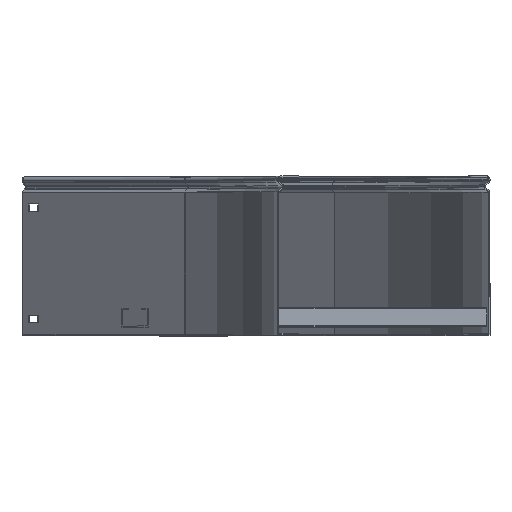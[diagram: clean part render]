
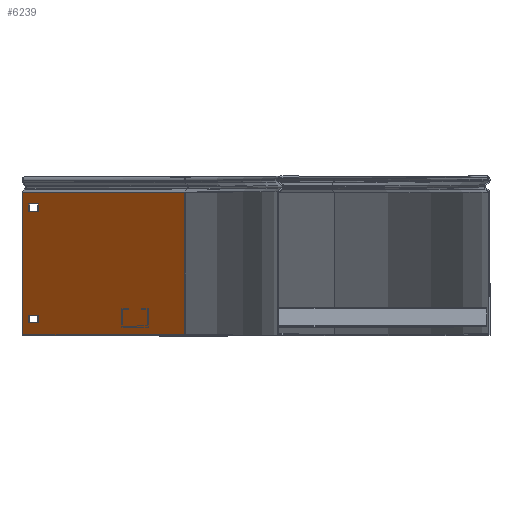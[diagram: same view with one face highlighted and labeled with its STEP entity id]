
A CAD part, top view. The second image highlights one B-rep face of the part: STEP entity #6239.
In plain terms, the highlighted planar face has unit normal (-0.707, 0, 0.707).
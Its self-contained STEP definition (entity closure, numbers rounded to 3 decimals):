
#49 = DIRECTION ( 'NONE',  ( 0., -1., 0. ) ) ;
#119 = ORIENTED_EDGE ( 'NONE', *, *, #896, .F. ) ;
#156 = DIRECTION ( 'NONE',  ( 0., -1., 0. ) ) ;
#226 = VECTOR ( 'NONE', #49, 1000. ) ;
#259 = CARTESIAN_POINT ( 'NONE',  ( 73.539, 19.5, -350.725 ) ) ;
#264 = EDGE_CURVE ( 'NONE', #1667, #663, #5555, .T. ) ;
#450 = VERTEX_POINT ( 'NONE', #1916 ) ;
#457 = ORIENTED_EDGE ( 'NONE', *, *, #825, .F. ) ;
#522 = CARTESIAN_POINT ( 'NONE',  ( 73.539, 117.5, -350.725 ) ) ;
#600 = LINE ( 'NONE', #1649, #226 ) ;
#663 = VERTEX_POINT ( 'NONE', #522 ) ;
#825 = EDGE_CURVE ( 'NONE', #450, #2931, #6002, .T. ) ;
#896 = EDGE_CURVE ( 'NONE', #1230, #1667, #2175, .T. ) ;
#910 = CARTESIAN_POINT ( 'NONE',  ( 58.69, 2.2, -365.574 ) ) ;
#948 = VECTOR ( 'NONE', #2716, 1000. ) ;
#1068 = CARTESIAN_POINT ( 'NONE',  ( 212.132, 135.525, -212.132 ) ) ;
#1226 = EDGE_CURVE ( 'NONE', #2353, #4457, #6723, .T. ) ;
#1230 = VERTEX_POINT ( 'NONE', #7428 ) ;
#1325 = LINE ( 'NONE', #5381, #3486 ) ;
#1601 = LINE ( 'NONE', #3442, #3306 ) ;
#1642 = CARTESIAN_POINT ( 'NONE',  ( 212.132, 2.2, -212.132 ) ) ;
#1649 = CARTESIAN_POINT ( 'NONE',  ( 58.69, 2.2, -365.574 ) ) ;
#1667 = VERTEX_POINT ( 'NONE', #1715 ) ;
#1686 = LINE ( 'NONE', #3952, #5227 ) ;
#1715 = CARTESIAN_POINT ( 'NONE',  ( 65.054, 117.5, -359.21 ) ) ;
#1720 = ORIENTED_EDGE ( 'NONE', *, *, #7518, .F. ) ;
#1847 = CARTESIAN_POINT ( 'NONE',  ( 480.632, 0., 56.368 ) ) ;
#1850 = CARTESIAN_POINT ( 'NONE',  ( 212.132, 2.2, -212.132 ) ) ;
#1916 = CARTESIAN_POINT ( 'NONE',  ( 65.054, 19.5, -359.21 ) ) ;
#1926 = EDGE_CURVE ( 'NONE', #4457, #3068, #5526, .T. ) ;
#2102 = LINE ( 'NONE', #6156, #948 ) ;
#2175 = LINE ( 'NONE', #5977, #4816 ) ;
#2193 = FACE_BOUND ( 'NONE', #3438, .T. ) ;
#2235 = ORIENTED_EDGE ( 'NONE', *, *, #1926, .T. ) ;
#2353 = VERTEX_POINT ( 'NONE', #4104 ) ;
#2628 = CARTESIAN_POINT ( 'NONE',  ( 58.69, 134.499, -365.574 ) ) ;
#2716 = DIRECTION ( 'NONE',  ( 0., 1., 0. ) ) ;
#2801 = AXIS2_PLACEMENT_3D ( 'NONE', #1642, #5704, #3402 ) ;
#2824 = DIRECTION ( 'NONE',  ( 0., 1., 0. ) ) ;
#2837 = DIRECTION ( 'NONE',  ( 0., 1., 0. ) ) ;
#2910 = LINE ( 'NONE', #3484, #3176 ) ;
#2911 = EDGE_LOOP ( 'NONE', ( #457, #5700, #3433, #4085 ) ) ;
#2931 = VERTEX_POINT ( 'NONE', #6475 ) ;
#2952 = ORIENTED_EDGE ( 'NONE', *, *, #4891, .F. ) ;
#2967 = ORIENTED_EDGE ( 'NONE', *, *, #5326, .F. ) ;
#2990 = VECTOR ( 'NONE', #5345, 1000. ) ;
#3068 = VERTEX_POINT ( 'NONE', #4231 ) ;
#3176 = VECTOR ( 'NONE', #2824, 1000. ) ;
#3287 = DIRECTION ( 'NONE',  ( -0.707, 0., -0.707 ) ) ;
#3306 = VECTOR ( 'NONE', #2837, 1000. ) ;
#3378 = EDGE_CURVE ( 'NONE', #5676, #2353, #600, .T. ) ;
#3402 = DIRECTION ( 'NONE',  ( 0.707, 0., 0.707 ) ) ;
#3433 = ORIENTED_EDGE ( 'NONE', *, *, #4984, .F. ) ;
#3438 = EDGE_LOOP ( 'NONE', ( #119, #2967, #1720, #5837 ) ) ;
#3442 = CARTESIAN_POINT ( 'NONE',  ( 73.539, 19.5, -350.725 ) ) ;
#3484 = CARTESIAN_POINT ( 'NONE',  ( 73.539, 124.5, -350.725 ) ) ;
#3486 = VECTOR ( 'NONE', #4797, 1000. ) ;
#3526 = VERTEX_POINT ( 'NONE', #4601 ) ;
#3683 = VECTOR ( 'NONE', #7411, 1000. ) ;
#3721 = CARTESIAN_POINT ( 'NONE',  ( 73.539, 12.5, -350.725 ) ) ;
#3747 = ORIENTED_EDGE ( 'NONE', *, *, #3378, .T. ) ;
#3749 = VERTEX_POINT ( 'NONE', #3721 ) ;
#3787 = VERTEX_POINT ( 'NONE', #2628 ) ;
#3925 = FACE_OUTER_BOUND ( 'NONE', #4483, .T. ) ;
#3952 = CARTESIAN_POINT ( 'NONE',  ( 65.054, 19.5, -359.21 ) ) ;
#3968 = VECTOR ( 'NONE', #6492, 1000. ) ;
#4042 = LINE ( 'NONE', #6460, #6280 ) ;
#4051 = EDGE_CURVE ( 'NONE', #2931, #3749, #4042, .T. ) ;
#4085 = ORIENTED_EDGE ( 'NONE', *, *, #4051, .F. ) ;
#4104 = CARTESIAN_POINT ( 'NONE',  ( 58.69, 0., -365.574 ) ) ;
#4231 = CARTESIAN_POINT ( 'NONE',  ( 212.132, 135.525, -212.132 ) ) ;
#4312 = LINE ( 'NONE', #910, #3683 ) ;
#4402 = EDGE_CURVE ( 'NONE', #6553, #450, #1686, .T. ) ;
#4457 = VERTEX_POINT ( 'NONE', #7358 ) ;
#4483 = EDGE_LOOP ( 'NONE', ( #2235, #6830, #2952, #6714, #3747, #6542 ) ) ;
#4515 = CARTESIAN_POINT ( 'NONE',  ( 58.69, 135.525, -365.574 ) ) ;
#4601 = CARTESIAN_POINT ( 'NONE',  ( 73.539, 124.5, -350.725 ) ) ;
#4677 = DIRECTION ( 'NONE',  ( 0., -1., 0. ) ) ;
#4797 = DIRECTION ( 'NONE',  ( -0.707, 0., -0.707 ) ) ;
#4816 = VECTOR ( 'NONE', #156, 1000. ) ;
#4891 = EDGE_CURVE ( 'NONE', #3787, #7416, #4312, .T. ) ;
#4984 = EDGE_CURVE ( 'NONE', #3749, #6553, #1601, .T. ) ;
#5028 = LINE ( 'NONE', #1068, #6476 ) ;
#5227 = VECTOR ( 'NONE', #3287, 1000. ) ;
#5326 = EDGE_CURVE ( 'NONE', #3526, #1230, #1325, .T. ) ;
#5345 = DIRECTION ( 'NONE',  ( 0.707, 0., 0.707 ) ) ;
#5381 = CARTESIAN_POINT ( 'NONE',  ( 65.054, 124.5, -359.21 ) ) ;
#5473 = FACE_BOUND ( 'NONE', #2911, .T. ) ;
#5526 = LINE ( 'NONE', #1850, #3968 ) ;
#5555 = LINE ( 'NONE', #5623, #6551 ) ;
#5623 = CARTESIAN_POINT ( 'NONE',  ( 65.054, 117.5, -359.21 ) ) ;
#5676 = VERTEX_POINT ( 'NONE', #6947 ) ;
#5700 = ORIENTED_EDGE ( 'NONE', *, *, #4402, .F. ) ;
#5704 = DIRECTION ( 'NONE',  ( -0.707, 0., 0.707 ) ) ;
#5756 = DIRECTION ( 'NONE',  ( 0.707, 0., 0.707 ) ) ;
#5817 = VECTOR ( 'NONE', #4677, 1000. ) ;
#5837 = ORIENTED_EDGE ( 'NONE', *, *, #264, .F. ) ;
#5905 = DIRECTION ( 'NONE',  ( 0.707, 0., 0.707 ) ) ;
#5977 = CARTESIAN_POINT ( 'NONE',  ( 65.054, 124.5, -359.21 ) ) ;
#6002 = LINE ( 'NONE', #6409, #5817 ) ;
#6156 = CARTESIAN_POINT ( 'NONE',  ( 58.69, 2.2, -365.574 ) ) ;
#6175 = EDGE_CURVE ( 'NONE', #7416, #3068, #5028, .T. ) ;
#6205 = DIRECTION ( 'NONE',  ( 0.707, 0., 0.707 ) ) ;
#6239 = ADVANCED_FACE ( 'NONE', ( #5473, #2193, #3925 ), #6884, .T. ) ;
#6280 = VECTOR ( 'NONE', #5905, 1000. ) ;
#6409 = CARTESIAN_POINT ( 'NONE',  ( 65.054, 19.5, -359.21 ) ) ;
#6460 = CARTESIAN_POINT ( 'NONE',  ( 65.054, 12.5, -359.21 ) ) ;
#6475 = CARTESIAN_POINT ( 'NONE',  ( 65.054, 12.5, -359.21 ) ) ;
#6476 = VECTOR ( 'NONE', #5756, 1000. ) ;
#6492 = DIRECTION ( 'NONE',  ( 0., 1., 0. ) ) ;
#6542 = ORIENTED_EDGE ( 'NONE', *, *, #1226, .T. ) ;
#6551 = VECTOR ( 'NONE', #6205, 1000. ) ;
#6553 = VERTEX_POINT ( 'NONE', #259 ) ;
#6714 = ORIENTED_EDGE ( 'NONE', *, *, #6743, .F. ) ;
#6723 = LINE ( 'NONE', #1847, #2990 ) ;
#6743 = EDGE_CURVE ( 'NONE', #5676, #3787, #2102, .T. ) ;
#6830 = ORIENTED_EDGE ( 'NONE', *, *, #6175, .F. ) ;
#6884 = PLANE ( 'NONE',  #2801 ) ;
#6947 = CARTESIAN_POINT ( 'NONE',  ( 58.69, 2.2, -365.574 ) ) ;
#7358 = CARTESIAN_POINT ( 'NONE',  ( 212.132, 0., -212.132 ) ) ;
#7411 = DIRECTION ( 'NONE',  ( 0., 1., 0. ) ) ;
#7416 = VERTEX_POINT ( 'NONE', #4515 ) ;
#7428 = CARTESIAN_POINT ( 'NONE',  ( 65.054, 124.5, -359.21 ) ) ;
#7518 = EDGE_CURVE ( 'NONE', #663, #3526, #2910, .T. ) ;
